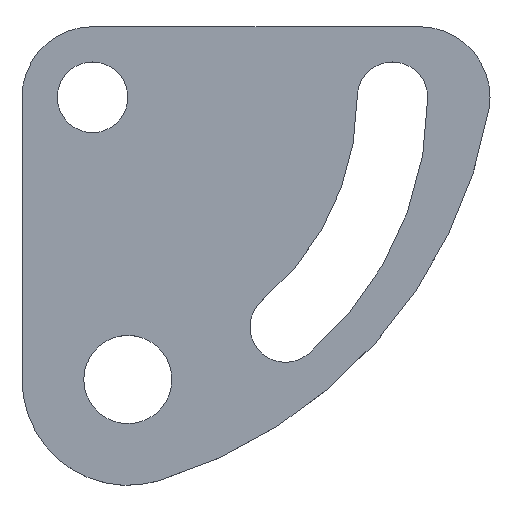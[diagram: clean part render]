
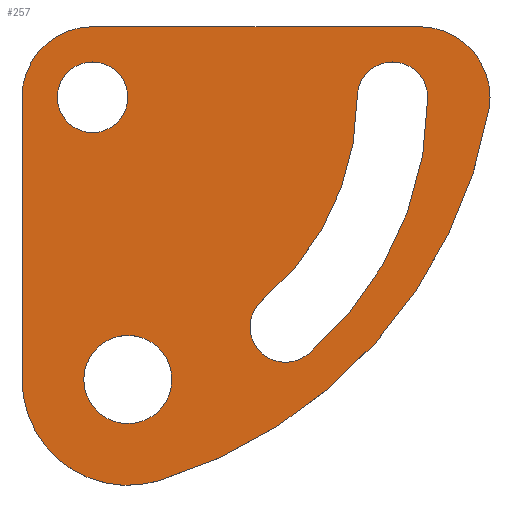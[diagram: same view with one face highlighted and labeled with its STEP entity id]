
A CAD part, top view. The second image highlights one B-rep face of the part: STEP entity #257.
In plain terms, the highlighted planar face has unit normal (0, 0, 1).
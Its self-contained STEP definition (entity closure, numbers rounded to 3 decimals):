
#21=CIRCLE('',#282,26.881);
#22=CIRCLE('',#284,6.);
#32=CIRCLE('',#297,2.);
#33=CIRCLE('',#298,15.);
#34=CIRCLE('',#299,2.);
#35=CIRCLE('',#300,19.);
#36=CIRCLE('',#301,2.);
#37=CIRCLE('',#302,2.5);
#38=CIRCLE('',#303,4.);
#39=CIRCLE('',#304,4.);
#78=ORIENTED_EDGE('',*,*,#140,.T.);
#79=ORIENTED_EDGE('',*,*,#141,.F.);
#80=ORIENTED_EDGE('',*,*,#142,.F.);
#81=ORIENTED_EDGE('',*,*,#143,.F.);
#82=ORIENTED_EDGE('',*,*,#144,.F.);
#83=ORIENTED_EDGE('',*,*,#145,.T.);
#84=ORIENTED_EDGE('',*,*,#120,.F.);
#85=ORIENTED_EDGE('',*,*,#146,.T.);
#86=ORIENTED_EDGE('',*,*,#129,.F.);
#87=ORIENTED_EDGE('',*,*,#126,.F.);
#88=ORIENTED_EDGE('',*,*,#124,.F.);
#89=ORIENTED_EDGE('',*,*,#147,.T.);
#120=EDGE_CURVE('',#154,#155,#178,.T.);
#124=EDGE_CURVE('',#158,#159,#21,.T.);
#126=EDGE_CURVE('',#159,#160,#22,.T.);
#129=EDGE_CURVE('',#160,#162,#183,.T.);
#140=EDGE_CURVE('',#170,#170,#32,.T.);
#141=EDGE_CURVE('',#171,#172,#33,.T.);
#142=EDGE_CURVE('',#173,#171,#34,.T.);
#143=EDGE_CURVE('',#174,#173,#35,.T.);
#144=EDGE_CURVE('',#172,#174,#36,.T.);
#145=EDGE_CURVE('',#175,#175,#37,.T.);
#146=EDGE_CURVE('',#154,#162,#38,.F.);
#147=EDGE_CURVE('',#158,#155,#39,.F.);
#154=VERTEX_POINT('',#403);
#155=VERTEX_POINT('',#405);
#158=VERTEX_POINT('',#412);
#159=VERTEX_POINT('',#414);
#160=VERTEX_POINT('',#418);
#162=VERTEX_POINT('',#424);
#170=VERTEX_POINT('',#445);
#171=VERTEX_POINT('',#447);
#172=VERTEX_POINT('',#448);
#173=VERTEX_POINT('',#450);
#174=VERTEX_POINT('',#452);
#175=VERTEX_POINT('',#455);
#178=LINE('',#404,#192);
#183=LINE('',#423,#197);
#192=VECTOR('',#319,1000.);
#197=VECTOR('',#338,1000.);
#212=EDGE_LOOP('',(#78));
#213=EDGE_LOOP('',(#79,#80,#81,#82));
#214=EDGE_LOOP('',(#83));
#215=EDGE_LOOP('',(#84,#85,#86,#87,#88,#89));
#234=FACE_BOUND('',#212,.T.);
#235=FACE_BOUND('',#213,.T.);
#236=FACE_BOUND('',#214,.T.);
#237=FACE_BOUND('',#215,.T.);
#251=PLANE('',#296);
#257=ADVANCED_FACE('',(#234,#235,#236,#237),#251,.F.);
#282=AXIS2_PLACEMENT_3D('',#413,#326,#327);
#284=AXIS2_PLACEMENT_3D('',#417,#331,#332);
#296=AXIS2_PLACEMENT_3D('',#443,#359,#360);
#297=AXIS2_PLACEMENT_3D('',#444,#361,#362);
#298=AXIS2_PLACEMENT_3D('',#446,#363,#364);
#299=AXIS2_PLACEMENT_3D('',#449,#365,#366);
#300=AXIS2_PLACEMENT_3D('',#451,#367,#368);
#301=AXIS2_PLACEMENT_3D('',#453,#369,#370);
#302=AXIS2_PLACEMENT_3D('',#454,#371,#372);
#303=AXIS2_PLACEMENT_3D('',#456,#373,#374);
#304=AXIS2_PLACEMENT_3D('',#457,#375,#376);
#319=DIRECTION('',(1.,0.,0.));
#326=DIRECTION('',(0.,0.,-1.));
#327=DIRECTION('',(1.,0.,0.));
#331=DIRECTION('',(0.,0.,-1.));
#332=DIRECTION('',(1.,0.,0.));
#338=DIRECTION('',(0.,1.,0.));
#359=DIRECTION('',(0.,0.,-1.));
#360=DIRECTION('',(-1.,0.,0.));
#361=DIRECTION('',(0.,0.,-1.));
#362=DIRECTION('',(0.,1.,0.));
#363=DIRECTION('',(0.,0.,-1.));
#364=DIRECTION('',(0.,1.,0.));
#365=DIRECTION('',(0.,0.,1.));
#366=DIRECTION('',(0.,-1.,0.));
#367=DIRECTION('',(0.,0.,1.));
#368=DIRECTION('',(0.,1.,0.));
#369=DIRECTION('',(0.,0.,1.));
#370=DIRECTION('',(0.,1.,0.));
#371=DIRECTION('',(0.,0.,-1.));
#372=DIRECTION('',(1.,0.,0.));
#373=DIRECTION('',(0.,0.,-1.));
#374=DIRECTION('',(-1.,0.,0.));
#375=DIRECTION('',(0.,0.,-1.));
#376=DIRECTION('',(-1.,0.,0.));
#403=CARTESIAN_POINT('',(-2.,20.,0.));
#404=CARTESIAN_POINT('',(-6.,20.,0.));
#405=CARTESIAN_POINT('',(16.528,20.,0.));
#412=CARTESIAN_POINT('',(20.467,15.301,0.));
#413=CARTESIAN_POINT('',(-6.,20.,0.));
#414=CARTESIAN_POINT('',(1.724,-5.747,0.));
#417=CARTESIAN_POINT('',(0.,0.,0.));
#418=CARTESIAN_POINT('',(-6.,0.,0.));
#423=CARTESIAN_POINT('',(-6.,0.,0.));
#424=CARTESIAN_POINT('',(-6.,16.,0.));
#443=CARTESIAN_POINT('',(-6.,20.,0.));
#444=CARTESIAN_POINT('',(-2.,16.,0.));
#445=CARTESIAN_POINT('',(-2.,18.,0.));
#446=CARTESIAN_POINT('',(-2.,16.,0.));
#447=CARTESIAN_POINT('',(13.,16.,0.));
#448=CARTESIAN_POINT('',(7.642,4.509,0.));
#449=CARTESIAN_POINT('',(15.,16.,0.));
#450=CARTESIAN_POINT('',(17.,16.,0.));
#451=CARTESIAN_POINT('',(-2.,16.,0.));
#452=CARTESIAN_POINT('',(10.213,1.445,0.));
#453=CARTESIAN_POINT('',(8.927,2.977,0.));
#454=CARTESIAN_POINT('',(0.,0.,0.));
#455=CARTESIAN_POINT('',(2.5,0.,0.));
#456=CARTESIAN_POINT('',(-2.,16.,0.));
#457=CARTESIAN_POINT('',(16.528,16.,0.));
